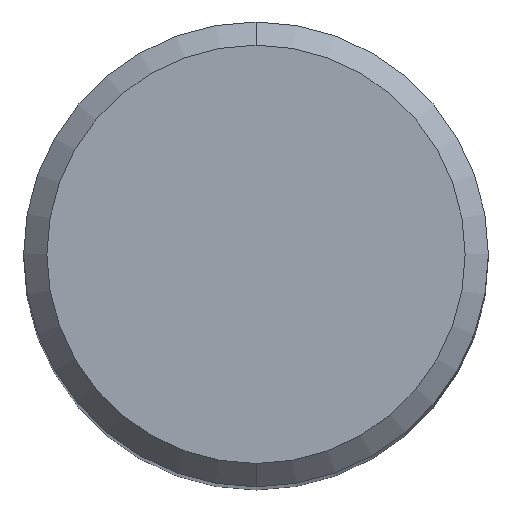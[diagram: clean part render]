
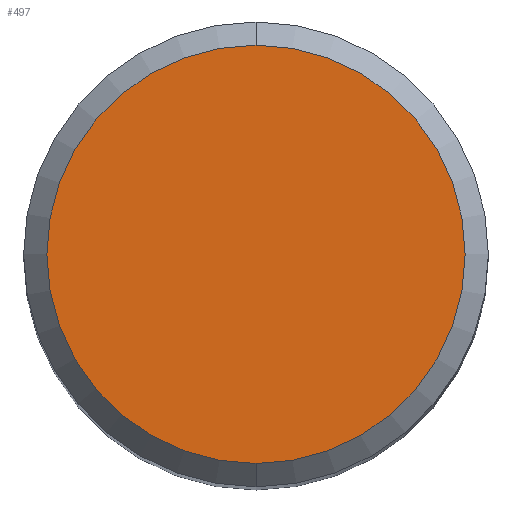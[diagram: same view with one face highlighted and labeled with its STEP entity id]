
A CAD part, top view. The second image highlights one B-rep face of the part: STEP entity #497.
In plain terms, the highlighted planar face has unit normal (0, 0, 1).
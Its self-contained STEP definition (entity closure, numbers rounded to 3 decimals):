
#441=VERTEX_POINT('',#1049);
#497=ADVANCED_FACE('',(#1110),#1111,.T.);
#559=EDGE_CURVE('',#847,#441,#1179,.T.);
#829=EDGE_CURVE('',#441,#847,#1472,.T.);
#847=VERTEX_POINT('',#1491);
#1049=CARTESIAN_POINT('',(0.0,4.5,0.0));
#1110=FACE_OUTER_BOUND('',#3354,.T.);
#1111=PLANE('',#3355);
#1179=CIRCLE('',#4151,4.5);
#1472=CIRCLE('',#5676,4.5);
#1491=CARTESIAN_POINT('',(0.,-4.5,0.0));
#3354=EDGE_LOOP('',(#6127,#6128));
#3355=AXIS2_PLACEMENT_3D('',#6129,#6130,#6131);
#4151=AXIS2_PLACEMENT_3D('',#6213,#6214,#6215);
#5676=AXIS2_PLACEMENT_3D('',#6522,#6523,#6524);
#6127=ORIENTED_EDGE('',*,*,#829,.F.);
#6128=ORIENTED_EDGE('',*,*,#559,.F.);
#6129=CARTESIAN_POINT('',(0.0,2.25,0.0));
#6130=DIRECTION('',(-0.0,0.0,1.0));
#6131=DIRECTION('',(0.0,-1.0,0.0));
#6213=CARTESIAN_POINT('',(0.0,0.0,0.0));
#6214=DIRECTION('',(0.0,0.0,-1.0));
#6215=DIRECTION('',(0.0,1.0,0.0));
#6522=CARTESIAN_POINT('',(0.0,0.0,0.0));
#6523=DIRECTION('',(0.0,0.0,-1.0));
#6524=DIRECTION('',(0.0,1.0,0.0));
